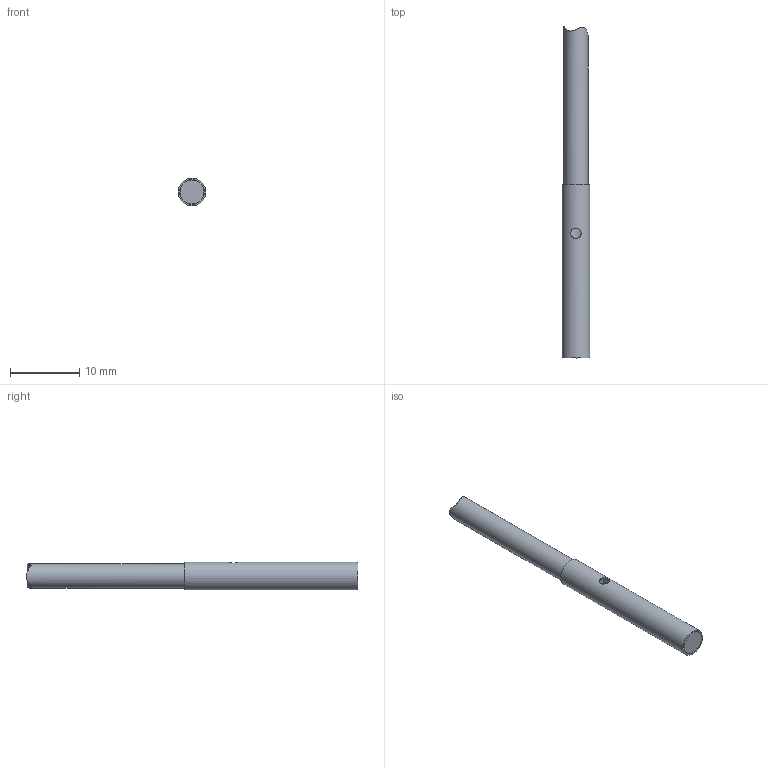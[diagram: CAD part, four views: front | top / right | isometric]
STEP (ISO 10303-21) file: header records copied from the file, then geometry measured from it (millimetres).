
FILE_DESCRIPTION (( 'STEP AP214' ), '1' );
FILE_NAME ('DW-AD-501-04.STEP', '2018-04-10T21:25:04', ( '' ), ( '' ), 'SwSTEP 2.0', 'SolidWorks 2017', '' );
FILE_SCHEMA (( 'AUTOMOTIVE_DESIGN' ));
Length unit declared in the file: inch
Products named in the file (1): DW-AD-501-04
Bounding box: 4 x 47.92 x 4 mm (x, y, z)
Volume: 337.8 mm3; surface area: 945.7 mm2
Topology: 3 solids, 3 shells, 13 faces, 22 edges, 15 vertices
Faces by surface type: cylinder 5, plane 5, bspline 1, cone 1, torus 1
Full cylindrical faces by diameter (mm): 1.5 x1, 3.5 x1, 3.55 x2, 4 x1
Entity records: 452 total; most frequent: CARTESIAN_POINT 178, DIRECTION 44, EDGE_LOOP 24, ORIENTED_EDGE 24, AXIS2_PLACEMENT_3D 22, FACE_OUTER_BOUND 19, ADVANCED_FACE 13, EDGE_CURVE 12
